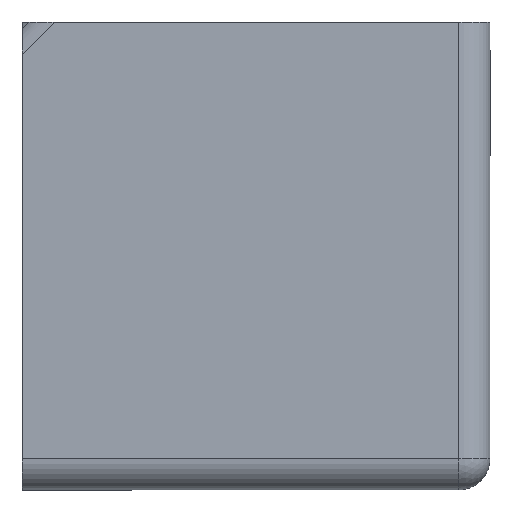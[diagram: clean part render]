
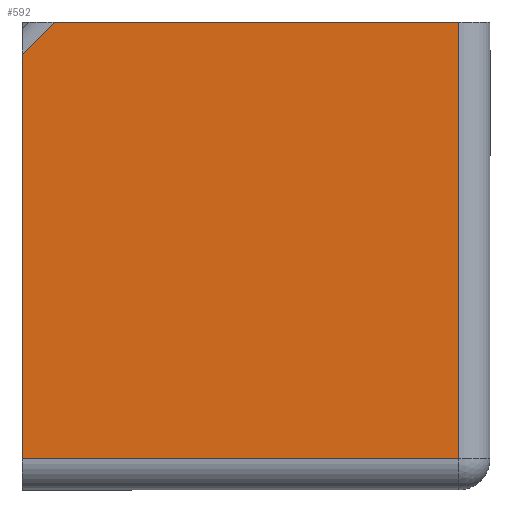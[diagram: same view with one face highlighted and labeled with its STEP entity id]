
A CAD part, left-side view. The second image highlights one B-rep face of the part: STEP entity #592.
In plain terms, the highlighted planar face has unit normal (-1, 0, 0).
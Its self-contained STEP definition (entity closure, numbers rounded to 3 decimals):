
#77 = CARTESIAN_POINT ( 'NONE',  ( 0., 45., 45. ) ) ;
#565 = DIRECTION ( 'NONE',  ( 1., 0., 0. ) ) ;
#592 = ADVANCED_FACE ( 'NONE', ( #2852 ), #2977, .F. ) ;
#622 = EDGE_CURVE ( 'NONE', #3105, #2623, #6950, .T. ) ;
#904 = ORIENTED_EDGE ( 'NONE', *, *, #1437, .F. ) ;
#1041 = LINE ( 'NONE', #77, #9465 ) ;
#1437 = EDGE_CURVE ( 'NONE', #2668, #2235, #4348, .T. ) ;
#1619 = EDGE_CURVE ( 'NONE', #2235, #2623, #4730, .T. ) ;
#1676 = CARTESIAN_POINT ( 'NONE',  ( 0., 0., 3. ) ) ;
#1722 = DIRECTION ( 'NONE',  ( 0., 0., -1. ) ) ;
#1786 = EDGE_CURVE ( 'NONE', #2668, #9703, #1041, .T. ) ;
#1906 = DIRECTION ( 'NONE',  ( 0., -1., 0. ) ) ;
#1920 = CARTESIAN_POINT ( 'NONE',  ( 0., 39.909, 46.98 ) ) ;
#2041 = CARTESIAN_POINT ( 'NONE',  ( 0., 3., 3. ) ) ;
#2191 = VECTOR ( 'NONE', #9268, 1000. ) ;
#2233 = CARTESIAN_POINT ( 'NONE',  ( 0., 3., 45. ) ) ;
#2235 = VERTEX_POINT ( 'NONE', #4122 ) ;
#2304 = VECTOR ( 'NONE', #1906, 1000. ) ;
#2591 = VECTOR ( 'NONE', #10276, 1000. ) ;
#2623 = VERTEX_POINT ( 'NONE', #5130 ) ;
#2668 = VERTEX_POINT ( 'NONE', #6074 ) ;
#2852 = FACE_OUTER_BOUND ( 'NONE', #6306, .T. ) ;
#2977 = PLANE ( 'NONE',  #6811 ) ;
#3105 = VERTEX_POINT ( 'NONE', #2041 ) ;
#4122 = CARTESIAN_POINT ( 'NONE',  ( 0., 41.889, 45. ) ) ;
#4204 = ORIENTED_EDGE ( 'NONE', *, *, #622, .T. ) ;
#4348 = LINE ( 'NONE', #1920, #2191 ) ;
#4730 = LINE ( 'NONE', #8428, #2304 ) ;
#5130 = CARTESIAN_POINT ( 'NONE',  ( 0., 3., 45. ) ) ;
#5716 = DIRECTION ( 'NONE',  ( 0., -1., 0. ) ) ;
#6074 = CARTESIAN_POINT ( 'NONE',  ( 0., 45., 41.889 ) ) ;
#6181 = ORIENTED_EDGE ( 'NONE', *, *, #1619, .F. ) ;
#6256 = DIRECTION ( 'NONE',  ( 0., 0., -1. ) ) ;
#6306 = EDGE_LOOP ( 'NONE', ( #904, #7330, #7700, #4204, #6181 ) ) ;
#6793 = LINE ( 'NONE', #1676, #8733 ) ;
#6811 = AXIS2_PLACEMENT_3D ( 'NONE', #10345, #565, #6256 ) ;
#6950 = LINE ( 'NONE', #2233, #2591 ) ;
#7330 = ORIENTED_EDGE ( 'NONE', *, *, #1786, .T. ) ;
#7700 = ORIENTED_EDGE ( 'NONE', *, *, #8650, .T. ) ;
#8428 = CARTESIAN_POINT ( 'NONE',  ( 0., 0., 45. ) ) ;
#8650 = EDGE_CURVE ( 'NONE', #9703, #3105, #6793, .T. ) ;
#8733 = VECTOR ( 'NONE', #5716, 1000. ) ;
#9268 = DIRECTION ( 'NONE',  ( 0., -0.707, 0.707 ) ) ;
#9465 = VECTOR ( 'NONE', #1722, 1000. ) ;
#9703 = VERTEX_POINT ( 'NONE', #9811 ) ;
#9811 = CARTESIAN_POINT ( 'NONE',  ( 0., 45., 3. ) ) ;
#10276 = DIRECTION ( 'NONE',  ( 0., 0., 1. ) ) ;
#10345 = CARTESIAN_POINT ( 'NONE',  ( 0., 0., 45. ) ) ;
